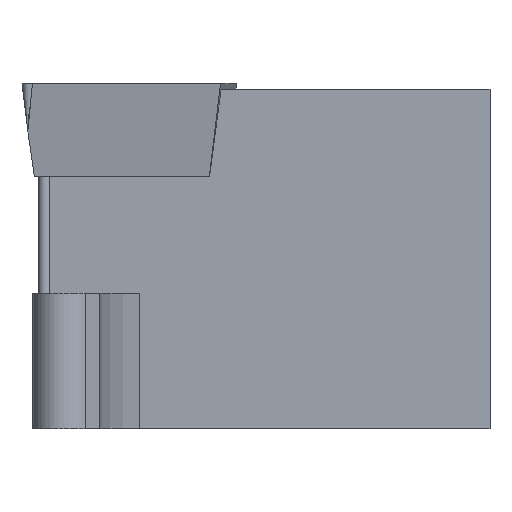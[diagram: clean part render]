
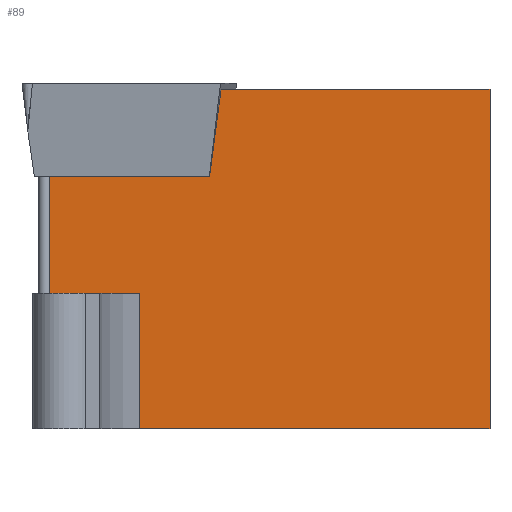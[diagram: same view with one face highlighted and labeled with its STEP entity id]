
A CAD part, left-side view. The second image highlights one B-rep face of the part: STEP entity #89.
In plain terms, the highlighted planar face has unit normal (-0.616, -0.788, 0).
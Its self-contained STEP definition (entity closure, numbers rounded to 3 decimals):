
#89=ADVANCED_FACE('',(#142),#120,.F.);
#120=PLANE('',#613);
#142=FACE_OUTER_BOUND('',#172,.T.);
#172=EDGE_LOOP('',(#209,#210,#211,#212,#213,#214,#215,#216));
#209=ORIENTED_EDGE('',*,*,#417,.T.);
#210=ORIENTED_EDGE('',*,*,#418,.F.);
#211=ORIENTED_EDGE('',*,*,#419,.F.);
#212=ORIENTED_EDGE('',*,*,#420,.F.);
#213=ORIENTED_EDGE('',*,*,#412,.F.);
#214=ORIENTED_EDGE('',*,*,#421,.F.);
#215=ORIENTED_EDGE('',*,*,#422,.F.);
#216=ORIENTED_EDGE('',*,*,#423,.T.);
#359=VERTEX_POINT('',#821);
#361=VERTEX_POINT('',#824);
#365=VERTEX_POINT('',#834);
#366=VERTEX_POINT('',#835);
#367=VERTEX_POINT('',#837);
#368=VERTEX_POINT('',#839);
#369=VERTEX_POINT('',#842);
#370=VERTEX_POINT('',#844);
#412=EDGE_CURVE('',#359,#361,#490,.T.);
#417=EDGE_CURVE('',#365,#366,#495,.T.);
#418=EDGE_CURVE('',#367,#366,#496,.T.);
#419=EDGE_CURVE('',#368,#367,#497,.T.);
#420=EDGE_CURVE('',#361,#368,#498,.T.);
#421=EDGE_CURVE('',#369,#359,#499,.T.);
#422=EDGE_CURVE('',#370,#369,#500,.T.);
#423=EDGE_CURVE('',#370,#365,#501,.T.);
#490=LINE('',#823,#551);
#495=LINE('',#833,#556);
#496=LINE('',#836,#557);
#497=LINE('',#838,#558);
#498=LINE('',#840,#559);
#499=LINE('',#841,#560);
#500=LINE('',#843,#561);
#501=LINE('',#845,#562);
#551=VECTOR('',#663,1.);
#556=VECTOR('',#670,1.);
#557=VECTOR('',#671,1.);
#558=VECTOR('',#672,1.);
#559=VECTOR('',#673,1.);
#560=VECTOR('',#674,1.);
#561=VECTOR('',#675,1.);
#562=VECTOR('',#676,1.);
#613=AXIS2_PLACEMENT_3D('',#846,#677,#678);
#663=DIRECTION('',(0.788,-0.616,0.));
#670=DIRECTION('',(0.788,-0.616,0.));
#671=DIRECTION('',(0.,0.,1.));
#672=DIRECTION('',(-0.788,0.616,0.));
#673=DIRECTION('',(0.,0.,-1.));
#674=DIRECTION('',(0.165,-0.129,0.978));
#675=DIRECTION('',(0.788,-0.616,0.));
#676=DIRECTION('',(0.,0.,-1.));
#677=DIRECTION('',(0.616,0.788,0.));
#678=DIRECTION('',(-0.788,0.616,0.));
#821=CARTESIAN_POINT('',(9.11,9.188,-0.2));
#823=CARTESIAN_POINT('',(27.3,-5.023,-0.2));
#824=CARTESIAN_POINT('',(20.871,0.,-0.2));
#833=CARTESIAN_POINT('',(27.3,-5.023,-7.18));
#834=CARTESIAN_POINT('',(1.594,15.061,-7.18));
#835=CARTESIAN_POINT('',(5.563,11.96,-7.18));
#836=CARTESIAN_POINT('',(5.563,11.96,-88.518));
#837=CARTESIAN_POINT('',(5.563,11.96,-11.8));
#838=CARTESIAN_POINT('',(27.3,-5.023,-11.8));
#839=CARTESIAN_POINT('',(20.871,0.,-11.8));
#840=CARTESIAN_POINT('',(20.871,0.,-20.));
#841=CARTESIAN_POINT('',(6.714,11.061,-14.408));
#842=CARTESIAN_POINT('',(8.608,9.581,-3.18));
#843=CARTESIAN_POINT('',(27.3,-5.023,-3.18));
#844=CARTESIAN_POINT('',(1.594,15.061,-3.18));
#845=CARTESIAN_POINT('',(1.594,15.061,-20.));
#846=CARTESIAN_POINT('',(27.3,-5.023,-20.));
